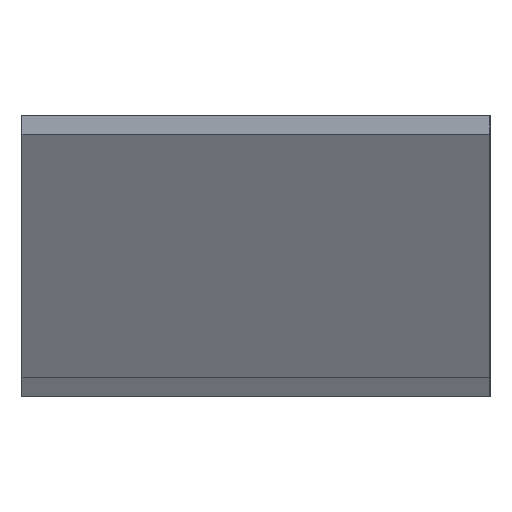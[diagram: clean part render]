
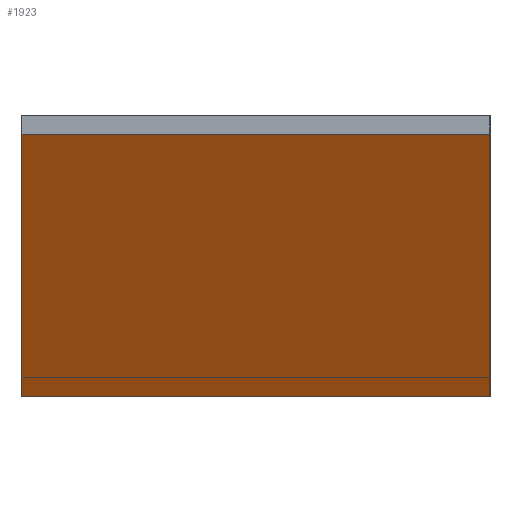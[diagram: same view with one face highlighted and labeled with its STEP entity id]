
A CAD part, left-side view. The second image highlights one B-rep face of the part: STEP entity #1923.
In plain terms, the highlighted planar face has unit normal (-0.866, 0, -0.5).
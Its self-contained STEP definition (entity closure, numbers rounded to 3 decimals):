
#272 = VECTOR ( 'NONE', #939, 1000. ) ;
#295 = ORIENTED_EDGE ( 'NONE', *, *, #531, .T. ) ;
#297 = VERTEX_POINT ( 'NONE', #2728 ) ;
#471 = EDGE_CURVE ( 'NONE', #3272, #3586, #3110, .T. ) ;
#531 = EDGE_CURVE ( 'NONE', #2045, #1474, #907, .T. ) ;
#566 = CARTESIAN_POINT ( 'NONE',  ( -254.066, -25., -1. ) ) ;
#601 = DIRECTION ( 'NONE',  ( 0., -1., 0. ) ) ;
#676 = CARTESIAN_POINT ( 'NONE',  ( -269.655, 25., 26. ) ) ;
#745 = FACE_OUTER_BOUND ( 'NONE', #2065, .T. ) ;
#845 = ORIENTED_EDGE ( 'NONE', *, *, #471, .F. ) ;
#907 = LINE ( 'NONE', #3301, #2876 ) ;
#939 = DIRECTION ( 'NONE',  ( 0., -1., 0. ) ) ;
#1037 = VECTOR ( 'NONE', #3362, 1000. ) ;
#1050 = ORIENTED_EDGE ( 'NONE', *, *, #2448, .F. ) ;
#1284 = CARTESIAN_POINT ( 'NONE',  ( -270.232, -25., 27. ) ) ;
#1317 = CARTESIAN_POINT ( 'NONE',  ( -253.489, 25., -2. ) ) ;
#1422 = PLANE ( 'NONE',  #2110 ) ;
#1474 = VERTEX_POINT ( 'NONE', #1317 ) ;
#1483 = CARTESIAN_POINT ( 'NONE',  ( -254.066, 25., -1. ) ) ;
#1608 = EDGE_CURVE ( 'NONE', #3272, #2045, #2465, .T. ) ;
#1632 = LINE ( 'NONE', #1284, #2418 ) ;
#1803 = VECTOR ( 'NONE', #601, 1000. ) ;
#1819 = ORIENTED_EDGE ( 'NONE', *, *, #1608, .T. ) ;
#1923 = ADVANCED_FACE ( 'NONE', ( #745 ), #1422, .T. ) ;
#1938 = EDGE_CURVE ( 'NONE', #297, #3480, #2813, .T. ) ;
#1963 = DIRECTION ( 'NONE',  ( -0.5, 0., 0.866 ) ) ;
#1990 = EDGE_CURVE ( 'NONE', #1474, #3480, #2496, .T. ) ;
#2045 = VERTEX_POINT ( 'NONE', #1483 ) ;
#2065 = EDGE_LOOP ( 'NONE', ( #1819, #295, #2979, #3367, #1050, #845 ) ) ;
#2110 = AXIS2_PLACEMENT_3D ( 'NONE', #3244, #3515, #1963 ) ;
#2149 = CARTESIAN_POINT ( 'NONE',  ( -253.489, -25., -2. ) ) ;
#2239 = DIRECTION ( 'NONE',  ( 0.5, 0., -0.866 ) ) ;
#2418 = VECTOR ( 'NONE', #3118, 1000. ) ;
#2448 = EDGE_CURVE ( 'NONE', #3586, #297, #1632, .T. ) ;
#2465 = LINE ( 'NONE', #3123, #1037 ) ;
#2496 = LINE ( 'NONE', #2508, #1803 ) ;
#2508 = CARTESIAN_POINT ( 'NONE',  ( -253.489, 25., -2. ) ) ;
#2728 = CARTESIAN_POINT ( 'NONE',  ( -254.066, -25., -1. ) ) ;
#2781 = CARTESIAN_POINT ( 'NONE',  ( -269.655, 25., 26. ) ) ;
#2813 = LINE ( 'NONE', #566, #3423 ) ;
#2876 = VECTOR ( 'NONE', #3261, 1000. ) ;
#2953 = CARTESIAN_POINT ( 'NONE',  ( -269.655, -25., 26. ) ) ;
#2979 = ORIENTED_EDGE ( 'NONE', *, *, #1990, .T. ) ;
#3110 = LINE ( 'NONE', #676, #272 ) ;
#3118 = DIRECTION ( 'NONE',  ( 0.5, 0., -0.866 ) ) ;
#3123 = CARTESIAN_POINT ( 'NONE',  ( -270.232, 25., 27. ) ) ;
#3244 = CARTESIAN_POINT ( 'NONE',  ( -270.232, 25., 27. ) ) ;
#3261 = DIRECTION ( 'NONE',  ( 0.5, 0., -0.866 ) ) ;
#3272 = VERTEX_POINT ( 'NONE', #2781 ) ;
#3301 = CARTESIAN_POINT ( 'NONE',  ( -254.066, 25., -1. ) ) ;
#3362 = DIRECTION ( 'NONE',  ( 0.5, 0., -0.866 ) ) ;
#3367 = ORIENTED_EDGE ( 'NONE', *, *, #1938, .F. ) ;
#3423 = VECTOR ( 'NONE', #2239, 1000. ) ;
#3480 = VERTEX_POINT ( 'NONE', #2149 ) ;
#3515 = DIRECTION ( 'NONE',  ( -0.866, 0., -0.5 ) ) ;
#3586 = VERTEX_POINT ( 'NONE', #2953 ) ;
